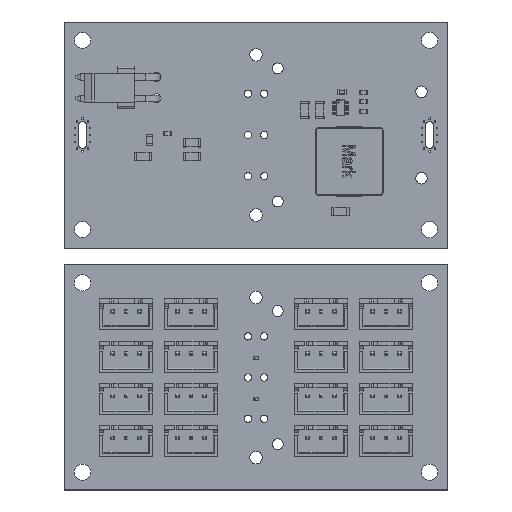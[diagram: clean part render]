
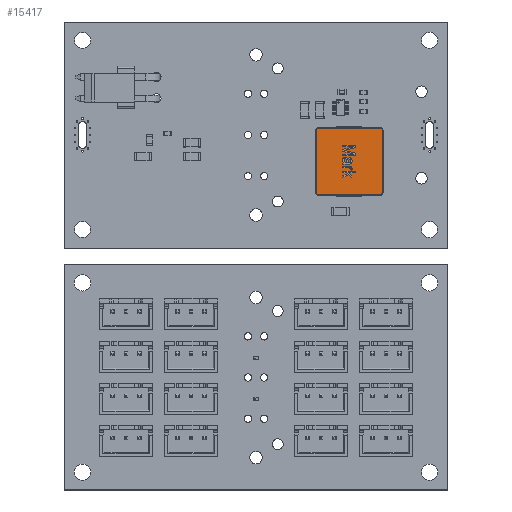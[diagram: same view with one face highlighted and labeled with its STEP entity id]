
A CAD part, top view. The second image highlights one B-rep face of the part: STEP entity #15417.
In plain terms, the highlighted face is planar.
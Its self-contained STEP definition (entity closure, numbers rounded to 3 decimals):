
#15417 = ADVANCED_FACE('',(#15418),#15488,.T.);
#15418 = FACE_BOUND('',#15419,.T.);
#15419 = EDGE_LOOP('',(#15420,#15430,#15439,#15447,#15456,#15464,#15473,
    #15481));
#15420 = ORIENTED_EDGE('',*,*,#15421,.T.);
#15421 = EDGE_CURVE('',#15422,#15424,#15426,.T.);
#15422 = VERTEX_POINT('',#15423);
#15423 = CARTESIAN_POINT('',(6.,5.6,-1.5));
#15424 = VERTEX_POINT('',#15425);
#15425 = CARTESIAN_POINT('',(6.,-5.9,-1.5));
#15426 = LINE('',#15427,#15428);
#15427 = CARTESIAN_POINT('',(6.,-0.15,-1.5));
#15428 = VECTOR('',#15429,1.);
#15429 = DIRECTION('',(0.,-1.,0.));
#15430 = ORIENTED_EDGE('',*,*,#15431,.T.);
#15431 = EDGE_CURVE('',#15424,#15432,#15434,.T.);
#15432 = VERTEX_POINT('',#15433);
#15433 = CARTESIAN_POINT('',(5.6,-6.3,-1.5));
#15434 = CIRCLE('',#15435,0.4);
#15435 = AXIS2_PLACEMENT_3D('',#15436,#15437,#15438);
#15436 = CARTESIAN_POINT('',(5.6,-5.9,-1.5));
#15437 = DIRECTION('',(0.,0.,-1.));
#15438 = DIRECTION('',(-1.,0.,0.));
#15439 = ORIENTED_EDGE('',*,*,#15440,.T.);
#15440 = EDGE_CURVE('',#15432,#15441,#15443,.T.);
#15441 = VERTEX_POINT('',#15442);
#15442 = CARTESIAN_POINT('',(-5.9,-6.3,-1.5));
#15443 = LINE('',#15444,#15445);
#15444 = CARTESIAN_POINT('',(-0.15,-6.3,-1.5));
#15445 = VECTOR('',#15446,1.);
#15446 = DIRECTION('',(-1.,0.,0.));
#15447 = ORIENTED_EDGE('',*,*,#15448,.T.);
#15448 = EDGE_CURVE('',#15441,#15449,#15451,.T.);
#15449 = VERTEX_POINT('',#15450);
#15450 = CARTESIAN_POINT('',(-6.3,-5.9,-1.5));
#15451 = CIRCLE('',#15452,0.4);
#15452 = AXIS2_PLACEMENT_3D('',#15453,#15454,#15455);
#15453 = CARTESIAN_POINT('',(-5.9,-5.9,-1.5));
#15454 = DIRECTION('',(0.,0.,-1.));
#15455 = DIRECTION('',(-1.,0.,0.));
#15456 = ORIENTED_EDGE('',*,*,#15457,.T.);
#15457 = EDGE_CURVE('',#15449,#15458,#15460,.T.);
#15458 = VERTEX_POINT('',#15459);
#15459 = CARTESIAN_POINT('',(-6.3,5.6,-1.5));
#15460 = LINE('',#15461,#15462);
#15461 = CARTESIAN_POINT('',(-6.3,-0.15,-1.5));
#15462 = VECTOR('',#15463,1.);
#15463 = DIRECTION('',(0.,1.,0.));
#15464 = ORIENTED_EDGE('',*,*,#15465,.T.);
#15465 = EDGE_CURVE('',#15458,#15466,#15468,.T.);
#15466 = VERTEX_POINT('',#15467);
#15467 = CARTESIAN_POINT('',(-5.9,6.,-1.5));
#15468 = CIRCLE('',#15469,0.4);
#15469 = AXIS2_PLACEMENT_3D('',#15470,#15471,#15472);
#15470 = CARTESIAN_POINT('',(-5.9,5.6,-1.5));
#15471 = DIRECTION('',(0.,0.,-1.));
#15472 = DIRECTION('',(-1.,0.,0.));
#15473 = ORIENTED_EDGE('',*,*,#15474,.T.);
#15474 = EDGE_CURVE('',#15466,#15475,#15477,.T.);
#15475 = VERTEX_POINT('',#15476);
#15476 = CARTESIAN_POINT('',(5.6,6.,-1.5));
#15477 = LINE('',#15478,#15479);
#15478 = CARTESIAN_POINT('',(-0.15,6.,-1.5));
#15479 = VECTOR('',#15480,1.);
#15480 = DIRECTION('',(1.,0.,0.));
#15481 = ORIENTED_EDGE('',*,*,#15482,.T.);
#15482 = EDGE_CURVE('',#15475,#15422,#15483,.T.);
#15483 = CIRCLE('',#15484,0.4);
#15484 = AXIS2_PLACEMENT_3D('',#15485,#15486,#15487);
#15485 = CARTESIAN_POINT('',(5.6,5.6,-1.5));
#15486 = DIRECTION('',(0.,0.,-1.));
#15487 = DIRECTION('',(-1.,0.,0.));
#15488 = PLANE('',#15489);
#15489 = AXIS2_PLACEMENT_3D('',#15490,#15491,#15492);
#15490 = CARTESIAN_POINT('',(-0.15,-0.15,-1.5));
#15491 = DIRECTION('',(0.,0.,-1.));
#15492 = DIRECTION('',(-1.,0.,0.));
